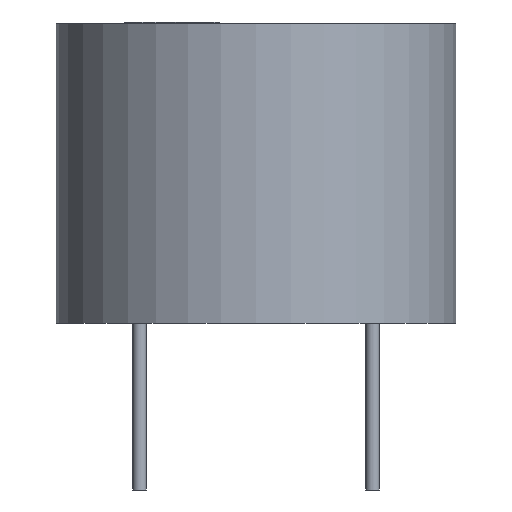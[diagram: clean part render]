
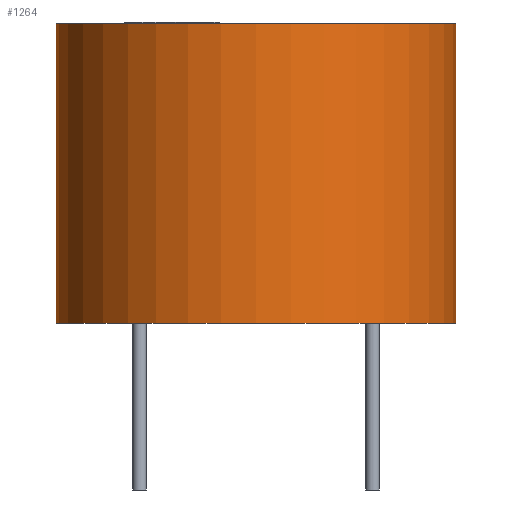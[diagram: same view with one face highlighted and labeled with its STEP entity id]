
A CAD part, front view. The second image highlights one B-rep face of the part: STEP entity #1264.
In plain terms, the highlighted cylindrical face has radius 6 mm (diameter 12 mm), a partial arc.
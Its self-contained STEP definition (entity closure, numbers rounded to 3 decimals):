
#463 = EDGE_LOOP ( 'NONE', ( #696, #698, #697, #699 ) ) ;
#581 = AXIS2_PLACEMENT_3D ( 'NONE', #2515, #2517, #2505 ) ;
#587 = AXIS2_PLACEMENT_3D ( 'NONE', #3837, #3838, #4820 ) ;
#696 = ORIENTED_EDGE ( 'NONE', *, *, #1014, .F. ) ;
#697 = ORIENTED_EDGE ( 'NONE', *, *, #1017, .T. ) ;
#698 = ORIENTED_EDGE ( 'NONE', *, *, #1086, .F. ) ;
#699 = ORIENTED_EDGE ( 'NONE', *, *, #1087, .T. ) ;
#1014 = EDGE_CURVE ( 'NONE', #1339, #1307, #2232, .T. ) ;
#1017 = EDGE_CURVE ( 'NONE', #1340, #1290, #2233, .T. ) ;
#1086 = EDGE_CURVE ( 'NONE', #1340, #1339, #3830, .T. ) ;
#1087 = EDGE_CURVE ( 'NONE', #1290, #1307, #3682, .T. ) ;
#1264 = ADVANCED_FACE ( 'NONE', ( #2422 ), #2426, .T. ) ;
#1290 = VERTEX_POINT ( 'NONE', #4357 ) ;
#1307 = VERTEX_POINT ( 'NONE', #1482 ) ;
#1339 = VERTEX_POINT ( 'NONE', #1812 ) ;
#1340 = VERTEX_POINT ( 'NONE', #1813 ) ;
#1482 = CARTESIAN_POINT ( 'NONE',  ( 6., 0., 0. ) ) ;
#1812 = CARTESIAN_POINT ( 'NONE',  ( 6., 0., 9. ) ) ;
#1813 = CARTESIAN_POINT ( 'NONE',  ( -6., 0., 9. ) ) ;
#2149 = AXIS2_PLACEMENT_3D ( 'NONE', #4732, #4730, #4724 ) ;
#2232 = LINE ( 'NONE', #2953, #3773 ) ;
#2233 = LINE ( 'NONE', #2944, #3722 ) ;
#2422 = FACE_OUTER_BOUND ( 'NONE', #463, .T. ) ;
#2426 = CYLINDRICAL_SURFACE ( 'NONE', #2149, 6. ) ;
#2505 = DIRECTION ( 'NONE',  ( 1., 0., 0. ) ) ;
#2515 = CARTESIAN_POINT ( 'NONE',  ( 0., 0., 9. ) ) ;
#2517 = DIRECTION ( 'NONE',  ( 0., 0., 1. ) ) ;
#2943 = DIRECTION ( 'NONE',  ( 0., 0., -1. ) ) ;
#2944 = CARTESIAN_POINT ( 'NONE',  ( -6., 0., 9. ) ) ;
#2952 = DIRECTION ( 'NONE',  ( 0., 0., -1. ) ) ;
#2953 = CARTESIAN_POINT ( 'NONE',  ( 6., 0., 9. ) ) ;
#3682 = CIRCLE ( 'NONE', #587, 6. ) ;
#3722 = VECTOR ( 'NONE', #2943, 1000. ) ;
#3773 = VECTOR ( 'NONE', #2952, 1000. ) ;
#3830 = CIRCLE ( 'NONE', #581, 6. ) ;
#3837 = CARTESIAN_POINT ( 'NONE',  ( 0., 0., 0. ) ) ;
#3838 = DIRECTION ( 'NONE',  ( 0., 0., 1. ) ) ;
#4357 = CARTESIAN_POINT ( 'NONE',  ( -6., 0., 0. ) ) ;
#4724 = DIRECTION ( 'NONE',  ( -1., 0., 0. ) ) ;
#4730 = DIRECTION ( 'NONE',  ( 0., 0., -1. ) ) ;
#4732 = CARTESIAN_POINT ( 'NONE',  ( 0., 0., 9. ) ) ;
#4820 = DIRECTION ( 'NONE',  ( 1., 0., 0. ) ) ;
